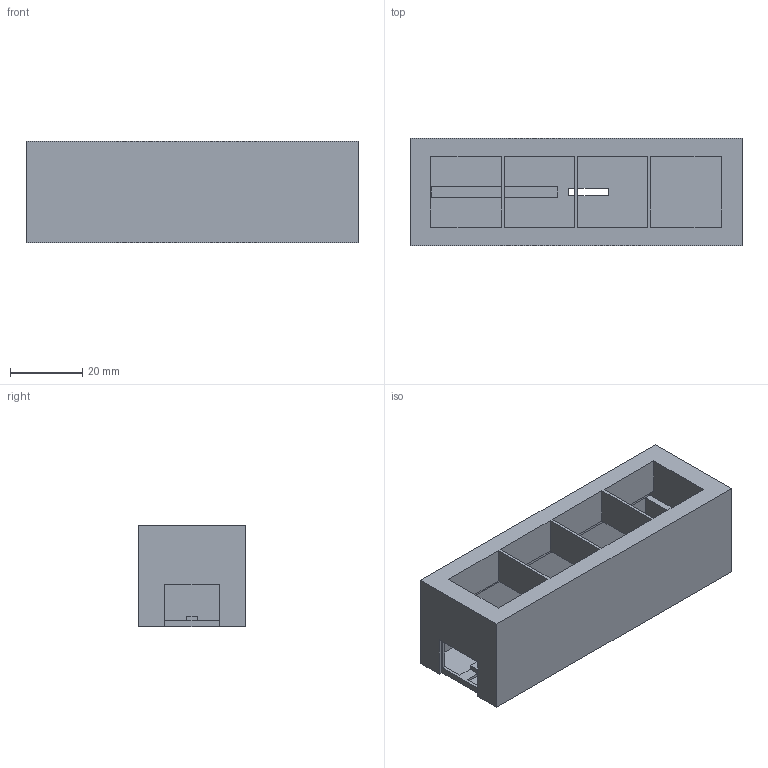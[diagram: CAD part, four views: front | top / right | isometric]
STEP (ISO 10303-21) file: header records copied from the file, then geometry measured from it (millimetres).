
FILE_DESCRIPTION(/* description */ ('STEP AP214'),/* implementation_level */ '2;1');
FILE_NAME(/* name */ '60549d090fc81015af84a0eb',/* time_stamp */ '2021-03-19T12:46:02+00:00',/* author */ (''),/* organization */ (''),/* preprocessor_version */ 'ST-DEVELOPER v18.1',/* originating_system */ ' ',/* authorisation */ ' ');
FILE_SCHEMA (('AUTOMOTIVE_DESIGN {1 0 10303 214 3 1 1}'));
Length unit declared in the file: metre
Products named in the file (2): Bottom-Case; Top-Case
Bounding box: 92.03 x 29.8 x 28.22 mm (x, y, z)
Volume: 24487 mm3; surface area: 27431.9 mm2
Topology: 2 solids, 2 shells, 63 faces, 180 edges, 120 vertices
Faces by surface type: plane 63
Entity records: 2090 total; most frequent: CARTESIAN_POINT 365, ORIENTED_EDGE 360, DIRECTION 310, EDGE_CURVE 180, LINE 180, VECTOR 180, VERTEX_POINT 120, EDGE_LOOP 72
